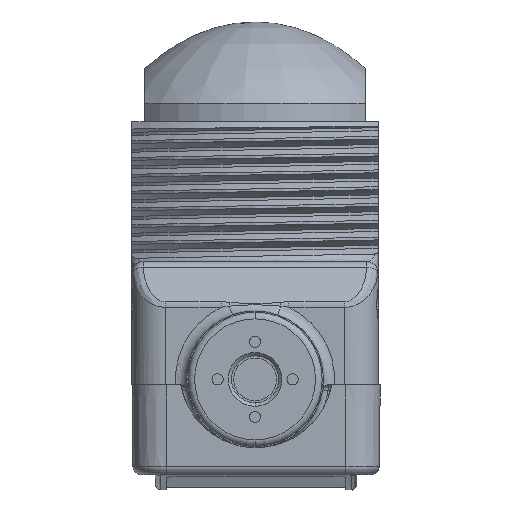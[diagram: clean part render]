
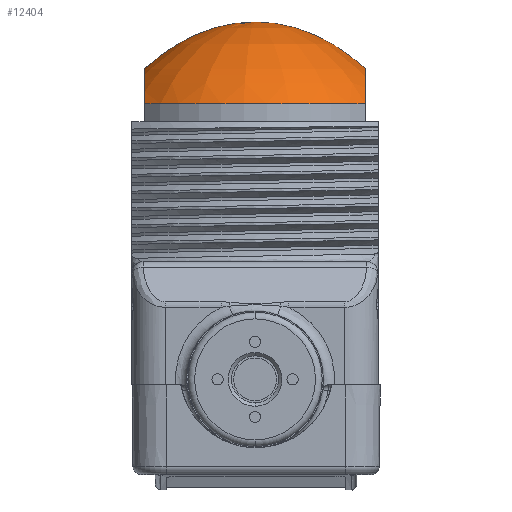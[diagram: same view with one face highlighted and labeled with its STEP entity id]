
A CAD part, front view. The second image highlights one B-rep face of the part: STEP entity #12404.
In plain terms, the highlighted face is a revolution surface.
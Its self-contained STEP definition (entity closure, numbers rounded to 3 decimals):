
#3564=CARTESIAN_POINT('',(11.,22.,14.093));
#3565=DIRECTION('',(0.,0.,1.));
#3566=DIRECTION('',(-0.782,-0.624,0.));
#3567=AXIS2_PLACEMENT_3D('',#3564,#3565,#3566);
#3611=CARTESIAN_POINT('',(11.,22.,21.4));
#3612=CARTESIAN_POINT('',(11.421,22.,21.4));
#3613=CARTESIAN_POINT('',(12.685,22.,21.337));
#3614=CARTESIAN_POINT('',(15.31,22.,20.807));
#3615=CARTESIAN_POINT('',(18.246,22.,19.391));
#3616=CARTESIAN_POINT('',(20.119,22.,17.91));
#3617=CARTESIAN_POINT('',(20.85,22.,17.231));
#3619=CARTESIAN_POINT('',(11.,22.,21.4));
#3620=CARTESIAN_POINT('',(10.579,22.,21.4));
#3621=CARTESIAN_POINT('',(9.315,22.,21.337));
#3622=CARTESIAN_POINT('',(6.69,22.,20.807));
#3623=CARTESIAN_POINT('',(3.754,22.,19.391));
#3624=CARTESIAN_POINT('',(1.881,22.,17.91));
#3625=CARTESIAN_POINT('',(1.15,22.,17.231));
#3627=CARTESIAN_POINT('',(1.15,22.,17.231));
#3628=CARTESIAN_POINT('',(1.15,21.794,17.231));
#3629=CARTESIAN_POINT('',(1.15,21.385,17.219));
#3630=CARTESIAN_POINT('',(1.15,20.772,17.166));
#3631=CARTESIAN_POINT('',(1.15,20.165,17.077));
#3632=CARTESIAN_POINT('',(1.15,19.564,16.955));
#3633=CARTESIAN_POINT('',(1.15,18.97,16.8));
#3634=CARTESIAN_POINT('',(1.15,18.382,16.61));
#3635=CARTESIAN_POINT('',(1.15,17.797,16.387));
#3636=CARTESIAN_POINT('',(1.15,17.212,16.128));
#3637=CARTESIAN_POINT('',(1.15,16.624,15.829));
#3638=CARTESIAN_POINT('',(1.15,16.028,15.486));
#3639=CARTESIAN_POINT('',(1.15,15.421,15.092));
#3640=CARTESIAN_POINT('',(1.15,14.796,14.637));
#3641=CARTESIAN_POINT('',(1.15,14.362,14.283));
#3642=CARTESIAN_POINT('',(1.15,14.143,14.093));
#3644=CARTESIAN_POINT('',(20.85,14.143,14.093));
#3645=CARTESIAN_POINT('',(20.85,14.366,14.286));
#3646=CARTESIAN_POINT('',(20.85,14.807,14.646));
#3647=CARTESIAN_POINT('',(20.85,15.439,15.105));
#3648=CARTESIAN_POINT('',(20.85,16.053,15.501));
#3649=CARTESIAN_POINT('',(20.85,16.652,15.844));
#3650=CARTESIAN_POINT('',(20.85,17.242,16.142));
#3651=CARTESIAN_POINT('',(20.85,17.828,16.4));
#3652=CARTESIAN_POINT('',(20.85,18.412,16.621));
#3653=CARTESIAN_POINT('',(20.85,18.998,16.807));
#3654=CARTESIAN_POINT('',(20.85,19.588,16.961));
#3655=CARTESIAN_POINT('',(20.85,20.184,17.081));
#3656=CARTESIAN_POINT('',(20.85,20.786,17.167));
#3657=CARTESIAN_POINT('',(20.85,21.391,17.219));
#3658=CARTESIAN_POINT('',(20.85,21.797,17.231));
#3659=CARTESIAN_POINT('',(20.85,22.,17.231));
#7922=VERTEX_POINT('',#3627);
#7923=VERTEX_POINT('',#3642);
#7924=VERTEX_POINT('',#3644);
#7925=VERTEX_POINT('',#3659);
#7928=VERTEX_POINT('',#3619);
#12383=CARTESIAN_POINT('',(11.,22.,21.4));
#12384=CARTESIAN_POINT('',(10.579,22.,21.4));
#12385=CARTESIAN_POINT('',(9.315,22.,21.337));
#12386=CARTESIAN_POINT('',(6.69,22.,20.807));
#12387=CARTESIAN_POINT('',(3.145,22.,19.098));
#12388=CARTESIAN_POINT('',(0.311,22.,16.558));
#12389=CARTESIAN_POINT('',(-1.209,22.,14.64));
#12390=CARTESIAN_POINT('',(-1.659,22.,14.011));
#12391=CARTESIAN_POINT('',(-1.688,22.,13.969));
#12393=CARTESIAN_POINT('',(11.,22.,8.38));
#12394=DIRECTION('',(0.,0.,1.));
#12395=AXIS1_PLACEMENT('',#12393,#12394);
#12396=SURFACE_OF_REVOLUTION('',#12392,#12395);
#12397=ORIENTED_EDGE('',*,*,#12353,.F.);
#12398=ORIENTED_EDGE('',*,*,#12378,.F.);
#12399=ORIENTED_EDGE('',*,*,#12376,.T.);
#12400=ORIENTED_EDGE('',*,*,#12322,.F.);
#12401=ORIENTED_EDGE('',*,*,#12338,.F.);
#12402=EDGE_LOOP('',(#12397,#12398,#12399,#12400,#12401));
#12403=FACE_OUTER_BOUND('',#12402,.F.);
#12404=ADVANCED_FACE('',(#12403),#12396,.F.);
#3568=CIRCLE('',#3567,12.6);
#3618=B_SPLINE_CURVE_WITH_KNOTS('',3,(#3611,#3612,#3613,#3614,#3615,#3616,
#3617),.UNSPECIFIED.,.F.,.F.,(4,1,1,1,4),(0.,0.116,
0.347,0.727,1.),.UNSPECIFIED.);
#3626=B_SPLINE_CURVE_WITH_KNOTS('',3,(#3619,#3620,#3621,#3622,#3623,#3624,
#3625),.UNSPECIFIED.,.F.,.F.,(4,1,1,1,4),(0.,0.116,
0.347,0.727,1.),.UNSPECIFIED.);
#3643=B_SPLINE_CURVE_WITH_KNOTS('',3,(#3627,#3628,#3629,#3630,#3631,#3632,#3633,
#3634,#3635,#3636,#3637,#3638,#3639,#3640,#3641,#3642),.UNSPECIFIED.,.F.,.F.,(4,
1,1,1,1,1,1,1,1,1,1,1,1,4),(0.,0.077,0.154,
0.231,0.308,0.385,0.462,
0.538,0.615,0.692,0.769,
0.846,0.923,1.),.UNSPECIFIED.);
#3660=B_SPLINE_CURVE_WITH_KNOTS('',3,(#3644,#3645,#3646,#3647,#3648,#3649,#3650,
#3651,#3652,#3653,#3654,#3655,#3656,#3657,#3658,#3659),.UNSPECIFIED.,.F.,.F.,(4,
1,1,1,1,1,1,1,1,1,1,1,1,4),(0.,0.077,0.154,
0.231,0.308,0.385,0.462,
0.538,0.615,0.692,0.769,
0.846,0.923,1.),.UNSPECIFIED.);
#12322=EDGE_CURVE('',#7924,#7925,#3660,.T.);
#12338=EDGE_CURVE('',#7923,#7924,#3568,.T.);
#12353=EDGE_CURVE('',#7922,#7923,#3643,.T.);
#12376=EDGE_CURVE('',#7928,#7925,#3618,.T.);
#12378=EDGE_CURVE('',#7928,#7922,#3626,.T.);
#12392=B_SPLINE_CURVE_WITH_KNOTS('',3,(#12383,#12384,#12385,#12386,#12387,
#12388,#12389,#12390,#12391),.UNSPECIFIED.,.F.,.F.,(4,1,1,1,1,1,4),(0.,
0.083,0.249,0.521,0.848,
0.99,1.),.UNSPECIFIED.);
